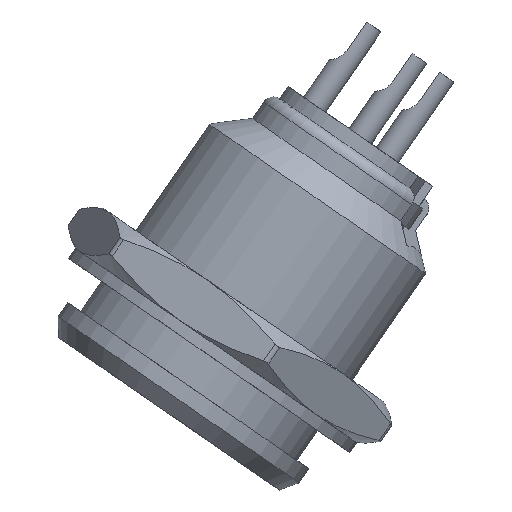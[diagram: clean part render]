
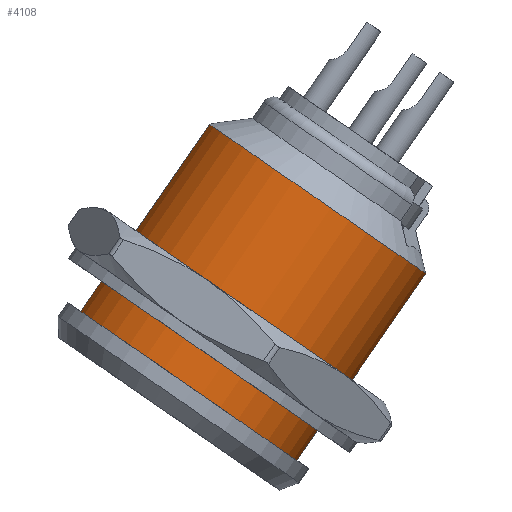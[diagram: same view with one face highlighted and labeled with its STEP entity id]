
A CAD part, left-side view. The second image highlights one B-rep face of the part: STEP entity #4108.
In plain terms, the highlighted cylindrical face has radius 5.4 mm (diameter 10.8 mm), a partial arc.
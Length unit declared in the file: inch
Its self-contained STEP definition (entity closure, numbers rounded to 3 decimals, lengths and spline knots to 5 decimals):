
#3601=CARTESIAN_POINT('',(0.09311,0.15424,0.50374));
#3602=VERTEX_POINT('',#3601);
#3603=CARTESIAN_POINT('',(0.09311,0.36221,0.2024));
#3604=VERTEX_POINT('',#3603);
#3605=CARTESIAN_POINT('',(0.09311,0.15424,0.50374));
#3606=DIRECTION('',(0.,0.568,-0.823));
#3607=VECTOR('',#3606,0.36614);
#3608=LINE('',#3605,#3607);
#3609=EDGE_CURVE('',#3602,#3604,#3608,.T.);
#3611=CARTESIAN_POINT('',(0.26316,0.10908,0.47258));
#3612=VERTEX_POINT('',#3611);
#3626=CARTESIAN_POINT('',(0.26316,0.31705,0.17123));
#3627=VERTEX_POINT('',#3626);
#3628=CARTESIAN_POINT('',(0.26316,0.31705,0.17123));
#3629=DIRECTION('',(0.,-0.568,0.823));
#3630=VECTOR('',#3629,0.36614);
#3631=LINE('',#3628,#3630);
#3632=EDGE_CURVE('',#3627,#3612,#3631,.T.);
#4075=CARTESIAN_POINT('',(0.11889,-0.01944,0.38388));
#4076=DIRECTION('',(0.,0.568,-0.823));
#4077=DIRECTION('',(0.307,0.783,0.541));
#4078=AXIS2_PLACEMENT_3D('',#4075,#4076,#4077);
#4079=CIRCLE('',#4078,0.2126);
#4080=EDGE_CURVE('',#3612,#3602,#4079,.T.);
#4091=CARTESIAN_POINT('',(0.11889,0.08455,0.23321));
#4092=DIRECTION('',(0.,0.568,-0.823));
#4093=DIRECTION('',(0.307,0.783,0.541));
#4094=AXIS2_PLACEMENT_3D('',#4091,#4092,#4093);
#4095=CYLINDRICAL_SURFACE('',#4094,0.2126);
#4096=ORIENTED_EDGE('',*,*,#3609,.T.);
#4097=CARTESIAN_POINT('',(0.11889,0.18853,0.08253));
#4098=DIRECTION('',(0.,0.568,-0.823));
#4099=DIRECTION('',(0.307,0.783,0.541));
#4100=AXIS2_PLACEMENT_3D('',#4097,#4098,#4099);
#4101=CIRCLE('',#4100,0.2126);
#4102=EDGE_CURVE('',#3627,#3604,#4101,.T.);
#4103=ORIENTED_EDGE('',*,*,#4102,.F.);
#4104=ORIENTED_EDGE('',*,*,#3632,.T.);
#4105=ORIENTED_EDGE('',*,*,#4080,.T.);
#4106=EDGE_LOOP('',(#4096,#4103,#4104,#4105));
#4107=FACE_OUTER_BOUND('',#4106,.T.);
#4108=ADVANCED_FACE('',(#4107),#4095,.T.);
